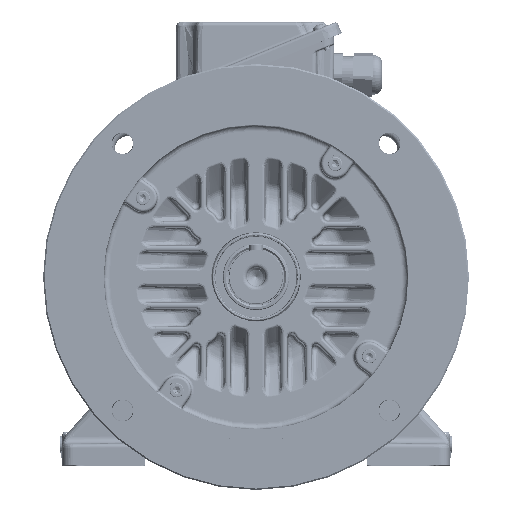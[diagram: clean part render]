
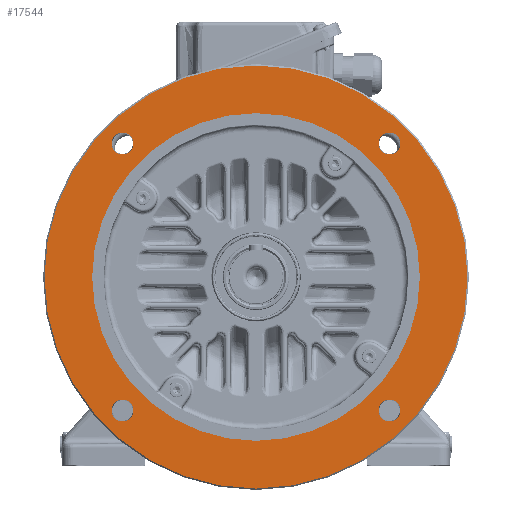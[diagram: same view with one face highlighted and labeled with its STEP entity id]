
A CAD part, top view. The second image highlights one B-rep face of the part: STEP entity #17544.
In plain terms, the highlighted planar face has unit normal (0, 0, 1).
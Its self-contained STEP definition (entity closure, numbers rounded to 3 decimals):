
#12353=PLANE('',#96362);
#13255=FACE_BOUND('',#28465,.T.);
#13256=FACE_BOUND('',#28466,.T.);
#13257=FACE_BOUND('',#28467,.T.);
#13258=FACE_BOUND('',#28468,.T.);
#13259=FACE_BOUND('',#28469,.T.);
#13260=FACE_BOUND('',#28470,.T.);
#17544=ADVANCED_FACE('',(#13255,#13256,#13257,#13258,#13259,#13260),#12353,
 .F.);
#28465=EDGE_LOOP('',(#42882));
#28466=EDGE_LOOP('',(#42883));
#28467=EDGE_LOOP('',(#42884));
#28468=EDGE_LOOP('',(#42885));
#28469=EDGE_LOOP('',(#42886));
#28470=EDGE_LOOP('',(#42887));
#42882=ORIENTED_EDGE('',*,*,#77078,.F.);
#42883=ORIENTED_EDGE('',*,*,#77079,.F.);
#42884=ORIENTED_EDGE('',*,*,#77080,.T.);
#42885=ORIENTED_EDGE('',*,*,#77077,.F.);
#42886=ORIENTED_EDGE('',*,*,#77081,.F.);
#42887=ORIENTED_EDGE('',*,*,#77082,.F.);
#66335=VERTEX_POINT('',#140281);
#66336=VERTEX_POINT('',#140284);
#66337=VERTEX_POINT('',#140286);
#66338=VERTEX_POINT('',#140288);
#66339=VERTEX_POINT('',#140290);
#66340=VERTEX_POINT('',#140292);
#77077=EDGE_CURVE('',#66335,#66335,#89930,.T.);
#77078=EDGE_CURVE('',#66336,#66336,#89931,.T.);
#77079=EDGE_CURVE('',#66337,#66337,#89932,.T.);
#77080=EDGE_CURVE('',#66338,#66338,#89933,.T.);
#77081=EDGE_CURVE('',#66339,#66339,#89934,.T.);
#77082=EDGE_CURVE('',#66340,#66340,#89935,.T.);
#89930=CIRCLE('',#96355,115.);
#89931=CIRCLE('',#96357,7.669);
#89932=CIRCLE('',#96358,7.669);
#89933=CIRCLE('',#96359,148.5);
#89934=CIRCLE('',#96360,7.669);
#89935=CIRCLE('',#96361,7.669);
#96355=AXIS2_PLACEMENT_3D('',#140280,#110656,#110657);
#96357=AXIS2_PLACEMENT_3D('',#140283,#110660,#110661);
#96358=AXIS2_PLACEMENT_3D('',#140285,#110662,#110663);
#96359=AXIS2_PLACEMENT_3D('',#140287,#110664,#110665);
#96360=AXIS2_PLACEMENT_3D('',#140289,#110666,#110667);
#96361=AXIS2_PLACEMENT_3D('',#140291,#110668,#110669);
#96362=AXIS2_PLACEMENT_3D('',#140293,#110670,#110671);
#110656=DIRECTION('',(0.,0.,1.));
#110657=DIRECTION('',(-1.,0.,0.));
#110660=DIRECTION('',(0.,0.,1.));
#110661=DIRECTION('',(-1.,0.,0.));
#110662=DIRECTION('',(0.,0.,1.));
#110663=DIRECTION('',(-1.,0.,0.));
#110664=DIRECTION('',(0.,0.,1.));
#110665=DIRECTION('',(-1.,0.,0.));
#110666=DIRECTION('',(0.,0.,1.));
#110667=DIRECTION('',(-1.,0.,0.));
#110668=DIRECTION('',(0.,0.,1.));
#110669=DIRECTION('',(-1.,0.,0.));
#110670=DIRECTION('',(0.,0.,-1.));
#110671=DIRECTION('',(-1.,0.,0.));
#140280=CARTESIAN_POINT('',(0.,0.,0.));
#140281=CARTESIAN_POINT('',(-115.,0.,0.));
#140283=CARTESIAN_POINT('',(-93.692,-93.692,0.));
#140284=CARTESIAN_POINT('',(-101.361,-93.692,0.));
#140285=CARTESIAN_POINT('',(93.692,93.692,0.));
#140286=CARTESIAN_POINT('',(86.023,93.692,0.));
#140287=CARTESIAN_POINT('',(0.,0.,0.));
#140288=CARTESIAN_POINT('',(-148.5,0.,0.));
#140289=CARTESIAN_POINT('',(93.692,-93.692,0.));
#140290=CARTESIAN_POINT('',(86.023,-93.692,0.));
#140291=CARTESIAN_POINT('',(-93.692,93.692,0.));
#140292=CARTESIAN_POINT('',(-101.361,93.692,0.));
#140293=CARTESIAN_POINT('',(0.,115.,0.));
